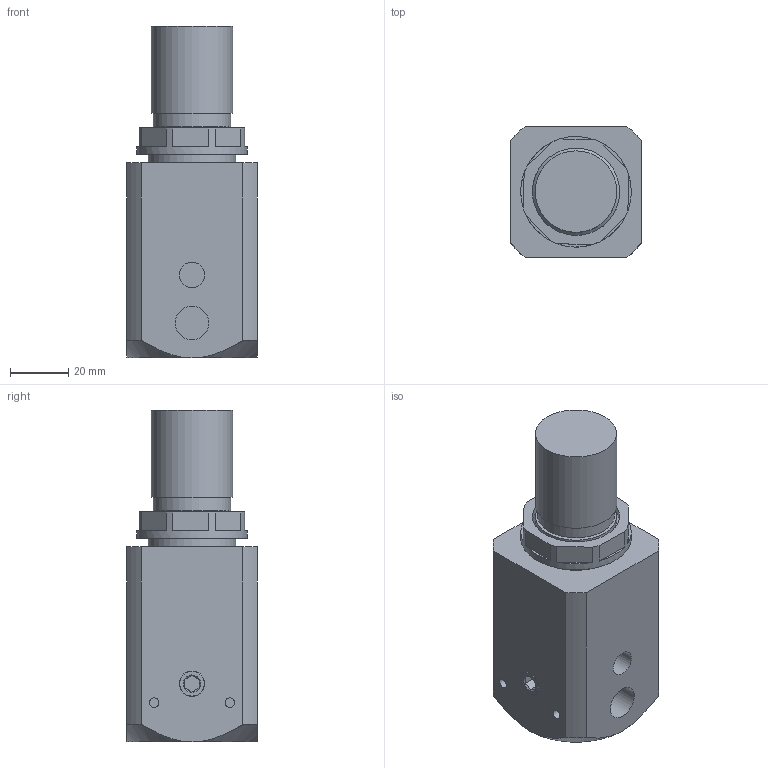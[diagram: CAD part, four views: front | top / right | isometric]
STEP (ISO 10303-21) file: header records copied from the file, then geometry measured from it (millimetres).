
FILE_DESCRIPTION((''),'2;1');
FILE_NAME('171S2B000_.stp','2012-02-15T11:47:31',('dellacma1'),(''),'Autodesk Inventor 2012','Autodesk Inventor 2012','');
FILE_SCHEMA(('AUTOMOTIVE_DESIGN { 1 0 10303 214 1 1 1 1 }'));
Length unit declared in the file: millimetre
Products named in the file (4): 171S2B000_; RS_1701_12; RK_1701_020
Assembly tree (4 placements, depth 2):
  171S2B000_
    171S2B000_
    RS_1701_12
    RK_1701_020  x2
Bounding box: 45 x 45 x 114 mm (x, y, z)
Volume: 161267.2 mm3; surface area: 25110.2 mm2
Topology: 4 solids, 4 shells, 100 faces, 217 edges, 142 vertices
Faces by surface type: plane 57, cylinder 26, cone 15, torus 2
Full cylindrical faces by diameter (mm): 3.3 x4, 6.5 x2, 8.5 x2, 8.7 x3, 10 x2, 11.6 x2, 23.5 x1, 26.5 x1, 28 x2, 30 x2, 38 x1
Entity records: 2217 total; most frequent: CARTESIAN_POINT 387, DIRECTION 374, ORIENTED_EDGE 292, AXIS2_PLACEMENT_3D 159, EDGE_CURVE 146, EDGE_LOOP 124, VERTEX_POINT 112, FACE_OUTER_BOUND 81
